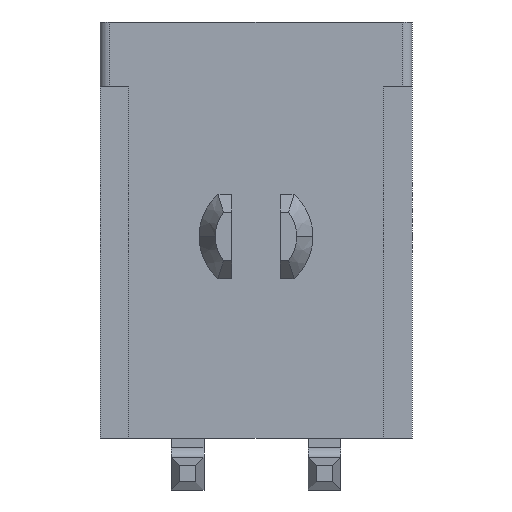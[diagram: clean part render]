
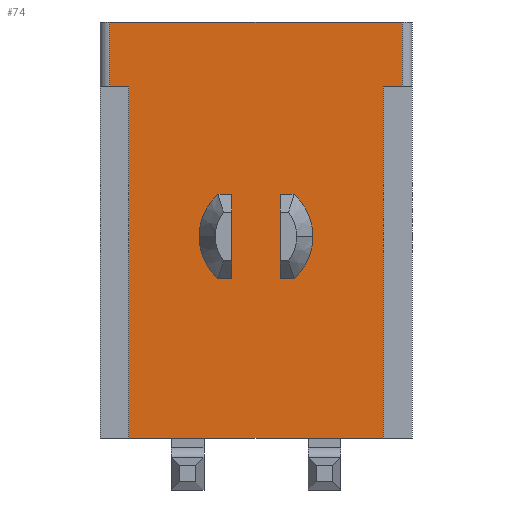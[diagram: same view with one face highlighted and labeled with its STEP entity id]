
A CAD part, front view. The second image highlights one B-rep face of the part: STEP entity #74.
In plain terms, the highlighted planar face has unit normal (0, -1, 0).
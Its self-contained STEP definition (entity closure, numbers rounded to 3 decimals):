
#74=ADVANCED_FACE('',(#203,#204,#205),#206,.T.);
#203=FACE_OUTER_BOUND('',#428,.T.);
#204=FACE_BOUND('',#429,.T.);
#205=FACE_BOUND('',#430,.T.);
#206=PLANE('',#431);
#428=EDGE_LOOP('',(#750,#751,#752,#753,#754,#755,#756,#757));
#429=EDGE_LOOP('',(#758,#759,#760));
#430=EDGE_LOOP('',(#761,#762,#763));
#431=AXIS2_PLACEMENT_3D('',#764,#765,#766);
#750=ORIENTED_EDGE('',*,*,#1529,.T.);
#751=ORIENTED_EDGE('',*,*,#1486,.T.);
#752=ORIENTED_EDGE('',*,*,#1524,.F.);
#753=ORIENTED_EDGE('',*,*,#1528,.F.);
#754=ORIENTED_EDGE('',*,*,#1530,.F.);
#755=ORIENTED_EDGE('',*,*,#1531,.F.);
#756=ORIENTED_EDGE('',*,*,#1532,.T.);
#757=ORIENTED_EDGE('',*,*,#1533,.F.);
#758=ORIENTED_EDGE('',*,*,#1534,.T.);
#759=ORIENTED_EDGE('',*,*,#1535,.T.);
#760=ORIENTED_EDGE('',*,*,#1477,.T.);
#761=ORIENTED_EDGE('',*,*,#1536,.T.);
#762=ORIENTED_EDGE('',*,*,#1479,.T.);
#763=ORIENTED_EDGE('',*,*,#1537,.T.);
#764=CARTESIAN_POINT('',(4.8,0.4,0.0));
#765=DIRECTION('',(0.0,-1.0,0.0));
#766=DIRECTION('',(0.0,0.0,-1.0));
#1477=EDGE_CURVE('',#1763,#1767,#1769,.T.);
#1479=EDGE_CURVE('',#1773,#1770,#1774,.T.);
#1486=EDGE_CURVE('',#1787,#1785,#1788,.T.);
#1524=EDGE_CURVE('',#1855,#1785,#1856,.T.);
#1528=EDGE_CURVE('',#1860,#1855,#1862,.T.);
#1529=EDGE_CURVE('',#1863,#1787,#1864,.T.);
#1530=EDGE_CURVE('',#1865,#1860,#1866,.T.);
#1531=EDGE_CURVE('',#1867,#1865,#1868,.T.);
#1532=EDGE_CURVE('',#1867,#1869,#1870,.T.);
#1533=EDGE_CURVE('',#1863,#1869,#1871,.T.);
#1534=EDGE_CURVE('',#1767,#1872,#1873,.T.);
#1535=EDGE_CURVE('',#1872,#1763,#1874,.T.);
#1536=EDGE_CURVE('',#1875,#1773,#1876,.T.);
#1537=EDGE_CURVE('',#1770,#1875,#1877,.T.);
#1763=VERTEX_POINT('',#2194);
#1767=VERTEX_POINT('',#2199);
#1769=CIRCLE('',#2202,1.5);
#1770=VERTEX_POINT('',#2203);
#1773=VERTEX_POINT('',#2207);
#1774=CIRCLE('',#2208,1.5);
#1785=VERTEX_POINT('',#2222);
#1787=VERTEX_POINT('',#2224);
#1788=LINE('',#2225,#2226);
#1855=VERTEX_POINT('',#2326);
#1856=LINE('',#2327,#2328);
#1860=VERTEX_POINT('',#2333);
#1862=LINE('',#2336,#2337);
#1863=VERTEX_POINT('',#2338);
#1864=LINE('',#2339,#2340);
#1865=VERTEX_POINT('',#2341);
#1866=LINE('',#2342,#2343);
#1867=VERTEX_POINT('',#2344);
#1868=LINE('',#2345,#2346);
#1869=VERTEX_POINT('',#2347);
#1870=LINE('',#2348,#2349);
#1871=LINE('',#2350,#2351);
#1872=VERTEX_POINT('',#2352);
#1873=LINE('',#2353,#2354);
#1874=CIRCLE('',#2355,1.5);
#1875=VERTEX_POINT('',#2356);
#1876=LINE('',#2357,#2358);
#1877=CIRCLE('',#2359,1.5);
#2194=CARTESIAN_POINT('',(1.5,0.4,-6.6));
#2199=CARTESIAN_POINT('',(0.75,0.4,-7.899));
#2202=AXIS2_PLACEMENT_3D('',#2830,#2831,#2832);
#2203=CARTESIAN_POINT('',(-1.5,0.4,-6.6));
#2207=CARTESIAN_POINT('',(-0.75,0.4,-7.899));
#2208=AXIS2_PLACEMENT_3D('',#2834,#2835,#2836);
#2222=CARTESIAN_POINT('',(-4.5,0.4,0.0));
#2224=CARTESIAN_POINT('',(4.5,0.4,0.0));
#2225=CARTESIAN_POINT('',(4.5,0.4,0.0));
#2226=VECTOR('',#2849,9.0);
#2326=CARTESIAN_POINT('',(-4.5,0.4,-2.0));
#2327=CARTESIAN_POINT('',(-4.5,0.4,-2.0));
#2328=VECTOR('',#2895,2.0);
#2333=CARTESIAN_POINT('',(-3.91,0.4,-2.0));
#2336=CARTESIAN_POINT('',(-3.91,0.4,-2.0));
#2337=VECTOR('',#2901,0.59);
#2338=CARTESIAN_POINT('',(4.5,0.4,-2.0));
#2339=CARTESIAN_POINT('',(4.5,0.4,-2.0));
#2340=VECTOR('',#2902,2.0);
#2341=CARTESIAN_POINT('',(-3.91,0.4,-12.8));
#2342=CARTESIAN_POINT('',(-3.91,0.4,-12.8));
#2343=VECTOR('',#2903,10.8);
#2344=CARTESIAN_POINT('',(3.91,0.4,-12.8));
#2345=CARTESIAN_POINT('',(3.91,0.4,-12.8));
#2346=VECTOR('',#2904,7.82);
#2347=CARTESIAN_POINT('',(3.91,0.4,-2.0));
#2348=CARTESIAN_POINT('',(3.91,0.4,-12.8));
#2349=VECTOR('',#2905,10.8);
#2350=CARTESIAN_POINT('',(4.5,0.4,-2.0));
#2351=VECTOR('',#2906,0.59);
#2352=CARTESIAN_POINT('',(0.75,0.4,-5.301));
#2353=CARTESIAN_POINT('',(0.75,0.4,-7.899));
#2354=VECTOR('',#2907,2.598);
#2355=AXIS2_PLACEMENT_3D('',#2908,#2909,#2910);
#2356=CARTESIAN_POINT('',(-0.75,0.4,-5.301));
#2357=CARTESIAN_POINT('',(-0.75,0.4,-5.301));
#2358=VECTOR('',#2911,2.598);
#2359=AXIS2_PLACEMENT_3D('',#2912,#2913,#2914);
#2830=CARTESIAN_POINT('',(0.0,0.4,-6.6));
#2831=DIRECTION('',(-0.0,1.0,0.0));
#2832=DIRECTION('',(0.5,0.0,0.866));
#2834=CARTESIAN_POINT('',(0.0,0.4,-6.6));
#2835=DIRECTION('',(0.0,1.0,0.0));
#2836=DIRECTION('',(-0.5,0.0,-0.866));
#2849=DIRECTION('',(-1.0,0.0,0.0));
#2895=DIRECTION('',(0.0,0.0,1.0));
#2901=DIRECTION('',(-1.0,0.0,0.0));
#2902=DIRECTION('',(0.0,0.0,1.0));
#2903=DIRECTION('',(0.0,0.0,1.0));
#2904=DIRECTION('',(-1.0,0.0,0.0));
#2905=DIRECTION('',(0.0,0.0,1.0));
#2906=DIRECTION('',(-1.0,0.0,0.0));
#2907=DIRECTION('',(0.0,0.0,1.0));
#2908=CARTESIAN_POINT('',(0.0,0.4,-6.6));
#2909=DIRECTION('',(-0.0,1.0,0.0));
#2910=DIRECTION('',(0.5,0.0,0.866));
#2911=DIRECTION('',(0.0,0.0,-1.0));
#2912=CARTESIAN_POINT('',(0.0,0.4,-6.6));
#2913=DIRECTION('',(0.0,1.0,0.0));
#2914=DIRECTION('',(-0.5,0.0,-0.866));
